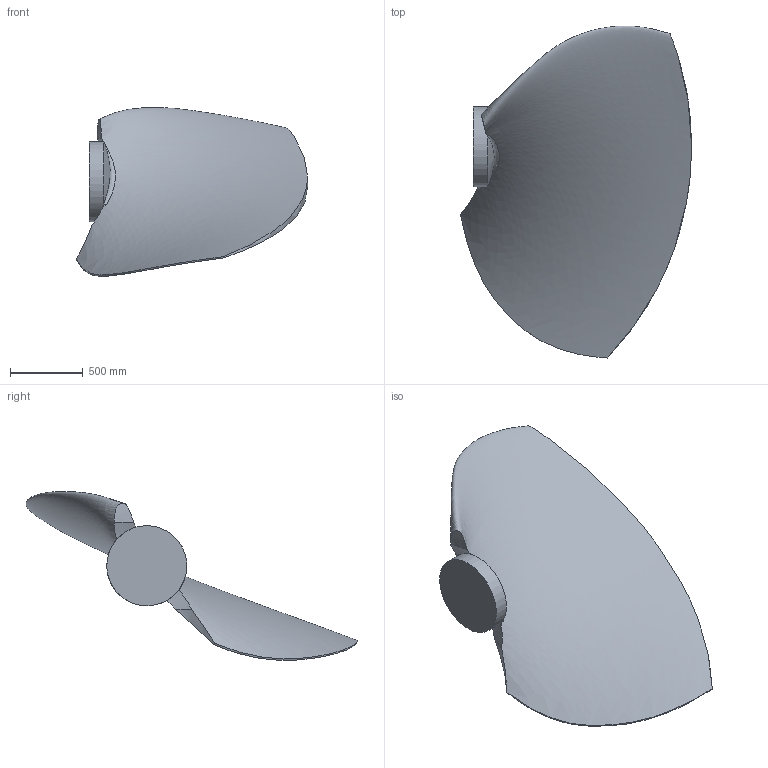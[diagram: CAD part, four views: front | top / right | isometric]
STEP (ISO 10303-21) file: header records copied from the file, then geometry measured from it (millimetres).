
FILE_DESCRIPTION((''),'2;1');
FILE_NAME('Laufschaufel Mericourt_715507-STEP-0.stp','2013-05-13T12:12:16',('sven.mueller'),(''),'Autodesk Inventor 2013','Autodesk Inventor 2013','');
FILE_SCHEMA(('AUTOMOTIVE_DESIGN { 1 0 10303 214 1 1 1 1 }'));
Length unit declared in the file: millimetre
Products named in the file (1): Laufschaufel Mericourt_v12_20130322_zur_Bestellung
Bounding box: 1588.49 x 2278.92 x 1159.97 mm (x, y, z)
Volume: 237455329.1 mm3; surface area: 6944448.3 mm2
Topology: 1 solids, 1 shells, 13 faces, 35 edges, 24 vertices
Faces by surface type: bspline 5, sphere 4, cylinder 4
Full cylindrical faces by diameter (mm): 550 x1
Entity records: 16217 total; most frequent: CARTESIAN_POINT 15926, ORIENTED_EDGE 66, EDGE_CURVE 33, DIRECTION 30, B_SPLINE_CURVE_WITH_KNOTS 27, VERTEX_POINT 23, AXIS2_PLACEMENT_3D 15, EDGE_LOOP 14
